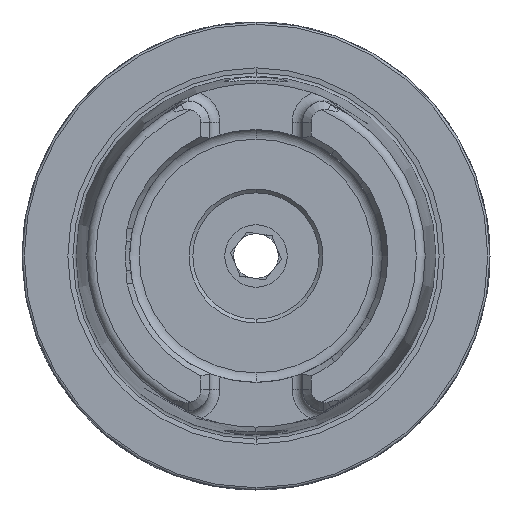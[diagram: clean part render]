
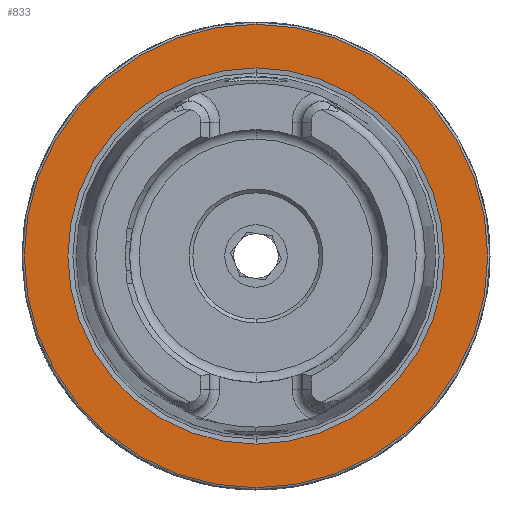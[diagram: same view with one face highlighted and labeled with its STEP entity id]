
A CAD part, left-side view. The second image highlights one B-rep face of the part: STEP entity #833.
In plain terms, the highlighted planar face has unit normal (-1, 0, 0).
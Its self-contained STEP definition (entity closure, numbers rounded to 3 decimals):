
#90 = AXIS2_PLACEMENT_3D ( 'NONE', #3471, #3472, #3473 ) ;
#95 = AXIS2_PLACEMENT_3D ( 'NONE', #3561, #3562, #3563 ) ;
#565 = CIRCLE ( 'NONE', #10573, 31.2 ) ;
#568 = CIRCLE ( 'NONE', #10576, 25.324 ) ;
#833 = ADVANCED_FACE ( 'NONE', ( #4722, #4725 ), #9287, .F. ) ;
#2103 = ORIENTED_EDGE ( 'NONE', *, *, #7627, .F. ) ;
#2104 = ORIENTED_EDGE ( 'NONE', *, *, #7296, .F. ) ;
#2112 = ORIENTED_EDGE ( 'NONE', *, *, #7292, .T. ) ;
#2113 = ORIENTED_EDGE ( 'NONE', *, *, #7618, .T. ) ;
#3471 = CARTESIAN_POINT ( 'NONE',  ( 0., 0., 0. ) ) ;
#3472 = DIRECTION ( 'NONE',  ( -1., 0., 0. ) ) ;
#3473 = DIRECTION ( 'NONE',  ( 0., 0., 1. ) ) ;
#3561 = CARTESIAN_POINT ( 'NONE',  ( 0., 0., 0. ) ) ;
#3562 = DIRECTION ( 'NONE',  ( -1., 0., 0. ) ) ;
#3563 = DIRECTION ( 'NONE',  ( 0., 0., 1. ) ) ;
#4479 = EDGE_LOOP ( 'NONE', ( #2112, #2113 ) ) ;
#4584 = EDGE_LOOP ( 'NONE', ( #2103, #2104 ) ) ;
#4722 = FACE_BOUND ( 'NONE', #4584, .T. ) ;
#4725 = FACE_OUTER_BOUND ( 'NONE', #4479, .T. ) ;
#5749 = CIRCLE ( 'NONE', #90, 31.2 ) ;
#5754 = CIRCLE ( 'NONE', #95, 25.324 ) ;
#6580 = CARTESIAN_POINT ( 'NONE',  ( 0., 0., 0. ) ) ;
#6581 = DIRECTION ( 'NONE',  ( -1., 0., 0. ) ) ;
#6582 = DIRECTION ( 'NONE',  ( 0., 0., 1. ) ) ;
#6594 = CARTESIAN_POINT ( 'NONE',  ( 0., 0., 0. ) ) ;
#6595 = DIRECTION ( 'NONE',  ( -1., 0., 0. ) ) ;
#6596 = DIRECTION ( 'NONE',  ( 0., 0., 1. ) ) ;
#7292 = EDGE_CURVE ( 'NONE', #9918, #9917, #565, .T. ) ;
#7296 = EDGE_CURVE ( 'NONE', #9913, #9912, #568, .T. ) ;
#7618 = EDGE_CURVE ( 'NONE', #9917, #9918, #5749, .T. ) ;
#7627 = EDGE_CURVE ( 'NONE', #9912, #9913, #5754, .T. ) ;
#8117 = CARTESIAN_POINT ( 'NONE',  ( 0., 0., 25.324 ) ) ;
#8118 = CARTESIAN_POINT ( 'NONE',  ( 0., 0., -25.324 ) ) ;
#8122 = CARTESIAN_POINT ( 'NONE',  ( 0., 0., -31.2 ) ) ;
#8123 = CARTESIAN_POINT ( 'NONE',  ( 0., 0., 31.2 ) ) ;
#9285 = DIRECTION ( 'NONE',  ( 0., 0., -1. ) ) ;
#9287 = PLANE ( 'NONE',  #9629 ) ;
#9288 = CARTESIAN_POINT ( 'NONE',  ( 0., 31.2, 0. ) ) ;
#9290 = DIRECTION ( 'NONE',  ( 1., 0., 0. ) ) ;
#9629 = AXIS2_PLACEMENT_3D ( 'NONE', #9288, #9290, #9285 ) ;
#9912 = VERTEX_POINT ( 'NONE', #8117 ) ;
#9913 = VERTEX_POINT ( 'NONE', #8118 ) ;
#9917 = VERTEX_POINT ( 'NONE', #8122 ) ;
#9918 = VERTEX_POINT ( 'NONE', #8123 ) ;
#10573 = AXIS2_PLACEMENT_3D ( 'NONE', #6580, #6581, #6582 ) ;
#10576 = AXIS2_PLACEMENT_3D ( 'NONE', #6594, #6595, #6596 ) ;
